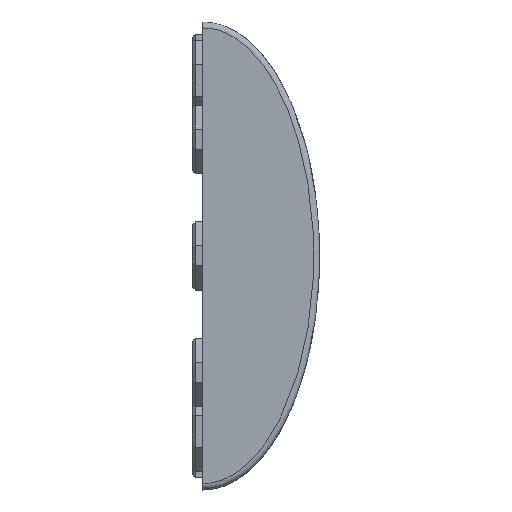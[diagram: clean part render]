
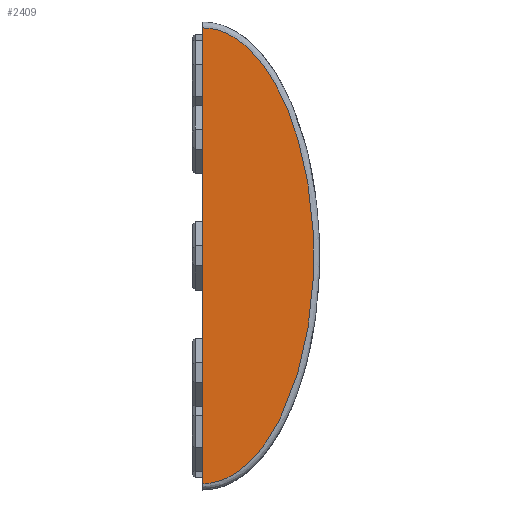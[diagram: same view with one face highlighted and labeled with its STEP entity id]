
A CAD part, top view. The second image highlights one B-rep face of the part: STEP entity #2409.
In plain terms, the highlighted planar face has unit normal (0, 0, 1).
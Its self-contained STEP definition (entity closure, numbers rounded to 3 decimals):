
#66=B_SPLINE_CURVE_WITH_KNOTS('',3,(#3864,#3865,#3866,#3867,#3868,#3869,
#3870,#3871,#3872,#3873,#3874,#3875,#3876,#3877,#3878,#3879),
 .UNSPECIFIED.,.F.,.F.,(4,1,1,1,1,1,1,1,1,1,1,1,1,4),(-9.477,
-9.142,-8.807,-8.137,-7.467,
-6.798,-5.458,-4.119,-2.779,
-2.109,-1.44,-0.77,-0.435,
-0.1),.UNSPECIFIED.);
#218=FACE_OUTER_BOUND('',#376,.T.);
#376=EDGE_LOOP('',(#2145,#2146));
#612=LINE('',#3906,#906);
#906=VECTOR('',#2997,10.);
#1117=VERTEX_POINT('',#3855);
#1118=VERTEX_POINT('',#3863);
#1405=EDGE_CURVE('',#1117,#1118,#66,.T.);
#1409=EDGE_CURVE('',#1117,#1118,#612,.T.);
#2145=ORIENTED_EDGE('',*,*,#1405,.F.);
#2146=ORIENTED_EDGE('',*,*,#1409,.T.);
#2271=PLANE('',#2573);
#2409=ADVANCED_FACE('',(#218),#2271,.T.);
#2573=AXIS2_PLACEMENT_3D('',#4257,#3168,#3169);
#2997=DIRECTION('',(0.,-1.,0.));
#3168=DIRECTION('center_axis',(0.,0.,1.));
#3169=DIRECTION('ref_axis',(1.,0.,0.));
#3855=CARTESIAN_POINT('',(0.,39.,40.));
#3863=CARTESIAN_POINT('',(0.,-39.,40.));
#3864=CARTESIAN_POINT('Ctrl Pts',(0.,39.,40.));
#3865=CARTESIAN_POINT('Ctrl Pts',(1.115,39.,40.));
#3866=CARTESIAN_POINT('Ctrl Pts',(3.343,38.571,40.));
#3867=CARTESIAN_POINT('Ctrl Pts',(7.27,36.348,40.));
#3868=CARTESIAN_POINT('Ctrl Pts',(11.024,32.113,40.));
#3869=CARTESIAN_POINT('Ctrl Pts',(14.208,26.206,40.));
#3870=CARTESIAN_POINT('Ctrl Pts',(17.193,17.757,40.));
#3871=CARTESIAN_POINT('Ctrl Pts',(19.094,6.716,40.));
#3872=CARTESIAN_POINT('Ctrl Pts',(19.095,-6.717,40.));
#3873=CARTESIAN_POINT('Ctrl Pts',(17.193,-17.757,40.));
#3874=CARTESIAN_POINT('Ctrl Pts',(14.207,-26.205,40.));
#3875=CARTESIAN_POINT('Ctrl Pts',(11.024,-32.113,40.));
#3876=CARTESIAN_POINT('Ctrl Pts',(7.27,-36.348,40.));
#3877=CARTESIAN_POINT('Ctrl Pts',(3.343,-38.571,40.));
#3878=CARTESIAN_POINT('Ctrl Pts',(1.115,-39.,40.));
#3879=CARTESIAN_POINT('Ctrl Pts',(0.,-39.,40.));
#3906=CARTESIAN_POINT('',(0.,40.,40.));
#4257=CARTESIAN_POINT('Origin',(10.,0.,40.));
